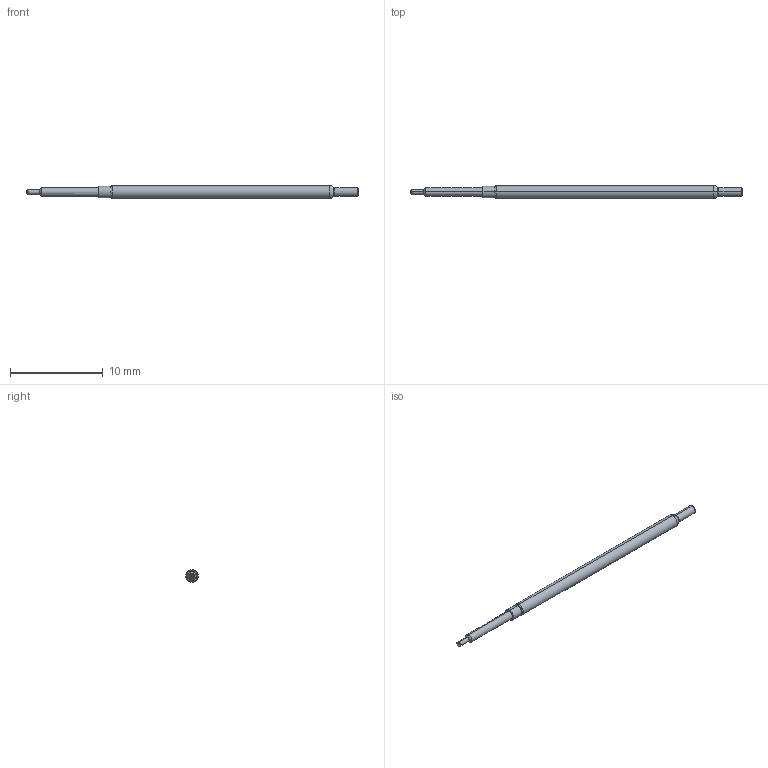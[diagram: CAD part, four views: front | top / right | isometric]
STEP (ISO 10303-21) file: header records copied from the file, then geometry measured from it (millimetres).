
FILE_DESCRIPTION (( 'STEP AP214' ), '1' );
FILE_NAME ('X75-PRP2574_-_.STEP', '2016-04-12T17:06:46', ( 'spare' ), ( '' ), 'SwSTEP 2.0', 'SolidWorks 2016', '' );
FILE_SCHEMA (( 'AUTOMOTIVE_DESIGN' ));
Length unit declared in the file: inch
Products named in the file (1): X75-PRP2574_-_
Bounding box: 35.81 x 1.37 x 1.37 mm (x, y, z)
Volume: 43 mm3; surface area: 138.2 mm2
Topology: 1 solids, 1 shells, 62 faces, 136 edges, 77 vertices
Faces by surface type: bspline 24, plane 14, cone 8, cylinder 8, torus 8
Entity records: 2975 total; most frequent: CARTESIAN_POINT 945, ORIENTED_EDGE 272, DIRECTION 206, EDGE_CURVE 136, VERTEX_POINT 77, AXIS2_PLACEMENT_3D 73, UNCERTAINTY_MEASURE_WITH_UNIT 65, DIMENSIONAL_EXPONENTS 65
